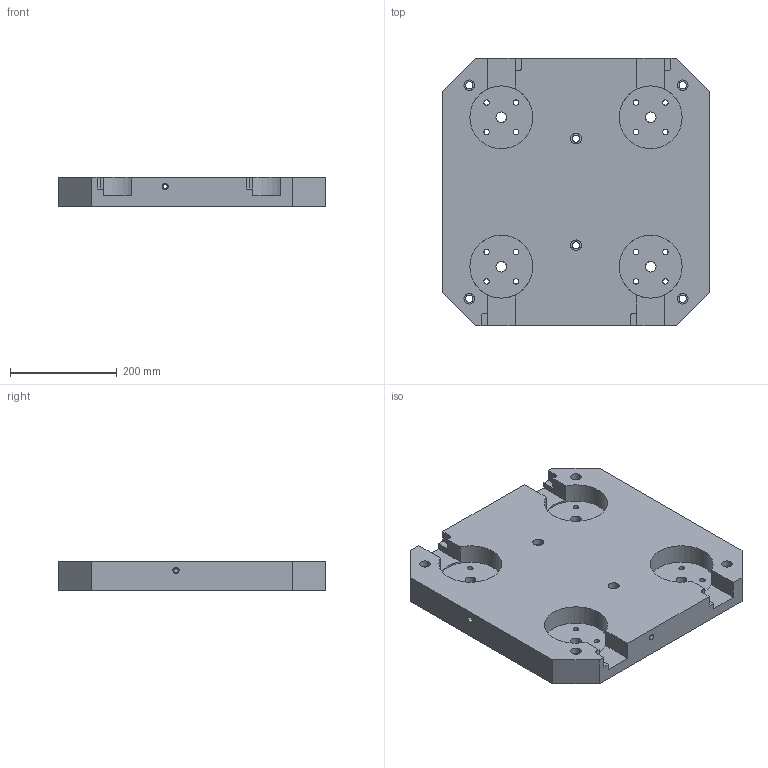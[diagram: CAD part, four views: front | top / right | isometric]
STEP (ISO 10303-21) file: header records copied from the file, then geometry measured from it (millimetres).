
FILE_DESCRIPTION(('modularis output'),'2;1');
FILE_NAME('EH1990130.stp','13:24:49 2003/08/28',( 'modularis software ag'),('modularis software ag'), 'unknown preprocess','ACIS','unknown authorization');
FILE_SCHEMA(('CONFIG_CONTROL_DESIGN {UNKNOWN IMPLEMENTATION LEVEL}'));
Length unit declared in the file: millimetre
Products named in the file (1): PRODUCT_ID_1
Bounding box: 502 x 502 x 55 mm (x, y, z)
Volume: 11221438.7 mm3; surface area: 692078.1 mm2
Topology: 1 solids, 1 shells, 143 faces, 386 edges, 252 vertices
Faces by surface type: cylinder 91, plane 46, cone 6
Entity records: 4061 total; most frequent: ORIENTED_EDGE 772, CARTESIAN_POINT 641, DIRECTION 584, EDGE_CURVE 386, VERTEX_POINT 252, EDGE_LOOP 206, FACE_BOUND 206, AXIS2_PLACEMENT_3D 195
